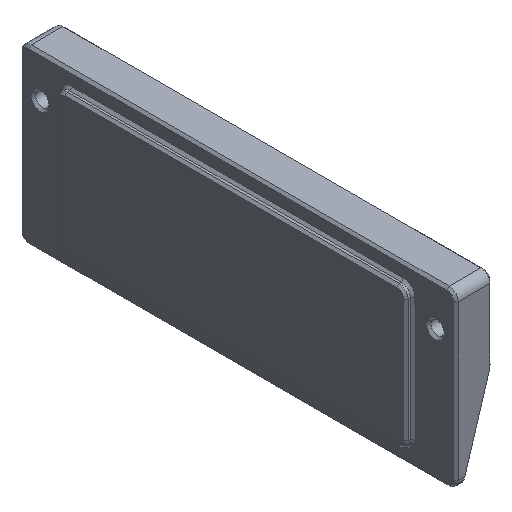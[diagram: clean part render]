
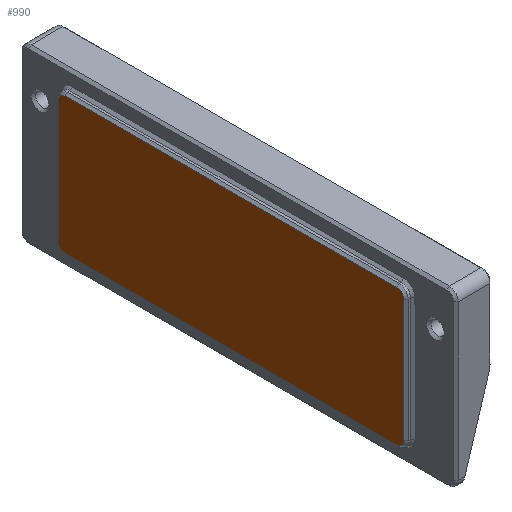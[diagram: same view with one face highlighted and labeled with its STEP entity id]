
A CAD part, isometric view. The second image highlights one B-rep face of the part: STEP entity #990.
In plain terms, the highlighted planar face has unit normal (-1, 0, 0).
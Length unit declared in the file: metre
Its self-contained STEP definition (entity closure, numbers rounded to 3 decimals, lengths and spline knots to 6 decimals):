
#104=LINE('',#1642,#192);
#105=LINE('',#1646,#193);
#106=LINE('',#1650,#194);
#107=LINE('',#1654,#195);
#192=VECTOR('',#1286,1.);
#193=VECTOR('',#1289,1.);
#194=VECTOR('',#1292,1.);
#195=VECTOR('',#1295,1.);
#300=ORIENTED_EDGE('',*,*,#576,.T.);
#301=ORIENTED_EDGE('',*,*,#577,.T.);
#302=ORIENTED_EDGE('',*,*,#578,.T.);
#303=ORIENTED_EDGE('',*,*,#579,.T.);
#304=ORIENTED_EDGE('',*,*,#580,.T.);
#305=ORIENTED_EDGE('',*,*,#581,.T.);
#306=ORIENTED_EDGE('',*,*,#582,.T.);
#307=ORIENTED_EDGE('',*,*,#583,.T.);
#576=EDGE_CURVE('',#714,#715,#746,.T.);
#577=EDGE_CURVE('',#715,#716,#104,.T.);
#578=EDGE_CURVE('',#716,#717,#747,.T.);
#579=EDGE_CURVE('',#717,#718,#105,.T.);
#580=EDGE_CURVE('',#718,#719,#748,.T.);
#581=EDGE_CURVE('',#719,#720,#106,.T.);
#582=EDGE_CURVE('',#720,#721,#749,.T.);
#583=EDGE_CURVE('',#721,#714,#107,.T.);
#714=VERTEX_POINT('',#1640);
#715=VERTEX_POINT('',#1641);
#716=VERTEX_POINT('',#1643);
#717=VERTEX_POINT('',#1645);
#718=VERTEX_POINT('',#1647);
#719=VERTEX_POINT('',#1649);
#720=VERTEX_POINT('',#1651);
#721=VERTEX_POINT('',#1653);
#746=CIRCLE('',#1091,0.0015);
#747=CIRCLE('',#1092,0.0015);
#748=CIRCLE('',#1093,0.0015);
#749=CIRCLE('',#1094,0.0015);
#790=EDGE_LOOP('',(#300,#301,#302,#303,#304,#305,#306,#307));
#876=FACE_BOUND('',#790,.T.);
#953=PLANE('',#1090);
#990=ADVANCED_FACE('',(#876),#953,.T.);
#1090=AXIS2_PLACEMENT_3D('',#1638,#1282,#1283);
#1091=AXIS2_PLACEMENT_3D('',#1639,#1284,#1285);
#1092=AXIS2_PLACEMENT_3D('',#1644,#1287,#1288);
#1093=AXIS2_PLACEMENT_3D('',#1648,#1290,#1291);
#1094=AXIS2_PLACEMENT_3D('',#1652,#1293,#1294);
#1282=DIRECTION('',(-1.,0.,0.));
#1283=DIRECTION('',(0.,0.,1.));
#1284=DIRECTION('',(-1.,0.,0.));
#1285=DIRECTION('',(0.,0.,1.));
#1286=DIRECTION('',(0.,0.,-1.));
#1287=DIRECTION('',(-1.,0.,0.));
#1288=DIRECTION('',(0.,0.,1.));
#1289=DIRECTION('',(0.,-1.,0.));
#1290=DIRECTION('',(-1.,0.,0.));
#1291=DIRECTION('',(0.,0.,1.));
#1292=DIRECTION('',(0.,0.,1.));
#1293=DIRECTION('',(-1.,0.,0.));
#1294=DIRECTION('',(0.,0.,1.));
#1295=DIRECTION('',(0.,1.,0.));
#1638=CARTESIAN_POINT('',(0.114125,-0.005439,0.019246));
#1639=CARTESIAN_POINT('',(0.114136,0.031065,0.032735));
#1640=CARTESIAN_POINT('',(0.114136,0.031065,0.034235));
#1641=CARTESIAN_POINT('',(0.114136,0.032565,0.032734));
#1642=CARTESIAN_POINT('',(0.114136,0.032561,0.019234));
#1643=CARTESIAN_POINT('',(0.114136,0.032557,0.005734));
#1644=CARTESIAN_POINT('',(0.114136,0.031057,0.005735));
#1645=CARTESIAN_POINT('',(0.114136,0.031056,0.004235));
#1646=CARTESIAN_POINT('',(0.114125,-0.005444,0.004246));
#1647=CARTESIAN_POINT('',(0.114114,-0.041944,0.004256));
#1648=CARTESIAN_POINT('',(0.114114,-0.041943,0.005756));
#1649=CARTESIAN_POINT('',(0.114114,-0.043443,0.005757));
#1650=CARTESIAN_POINT('',(0.114114,-0.043435,0.032757));
#1651=CARTESIAN_POINT('',(0.114114,-0.043435,0.032757));
#1652=CARTESIAN_POINT('',(0.114114,-0.041935,0.032756));
#1653=CARTESIAN_POINT('',(0.114114,-0.041935,0.034256));
#1654=CARTESIAN_POINT('',(0.114136,0.031065,0.034235));
